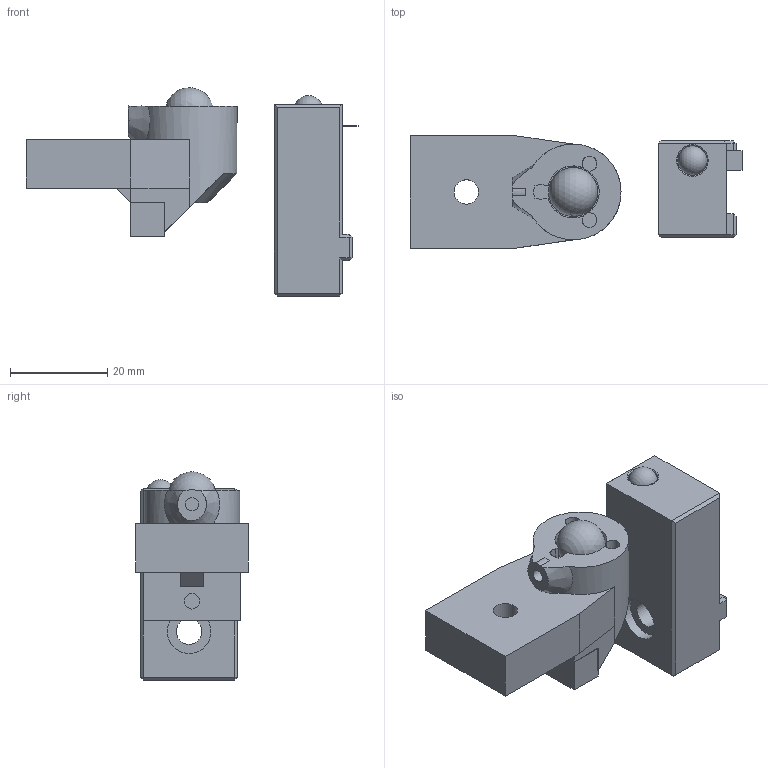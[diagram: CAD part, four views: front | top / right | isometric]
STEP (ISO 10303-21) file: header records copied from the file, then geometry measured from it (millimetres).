
FILE_DESCRIPTION(/* description */ (''),/* implementation_level */ '2;1');
FILE_NAME(/* name */ 'Ball probes.step',/* time_stamp */ '2024-01-06T11:51:53+01:00',/* author */ (''),/* organization */ (''),/* preprocessor_version */ 'ST-DEVELOPER v20',/* originating_system */ 'Autodesk Translation Framework v12.14.0.127',/* authorisation */ '');
FILE_SCHEMA (('AUTOMOTIVE_DESIGN { 1 0 10303 214 3 1 1 }'));
Length unit declared in the file: millimetre
Products named in the file (3): All probes; NozzleAlign; Calibration pin 6mm dual ball
Assembly tree (2 placements, depth 2):
  All probes
    NozzleAlign
    Calibration pin 6mm dual ball
Bounding box: 68.35 x 23.2 x 42.87 mm (x, y, z)
Volume: 21191.6 mm3; surface area: 10319.6 mm2
Topology: 8 solids, 8 shells, 189 faces, 497 edges, 315 vertices
Faces by surface type: plane 135, cylinder 36, sphere 10, bspline 4, cone 3, torus 1
Full cylindrical faces by diameter (mm): 2 x1, 2.5 x1, 2.7 x1, 3 x1, 3.05 x2, 3.2 x1, 5 x1, 5.3 x1, 6 x1, 9 x1, 10.15 x1
Entity records: 6411 total; most frequent: CARTESIAN_POINT 1681, ORIENTED_EDGE 982, DIRECTION 933, EDGE_CURVE 491, LINE 343, VECTOR 343, VERTEX_POINT 315, AXIS2_PLACEMENT_3D 295
